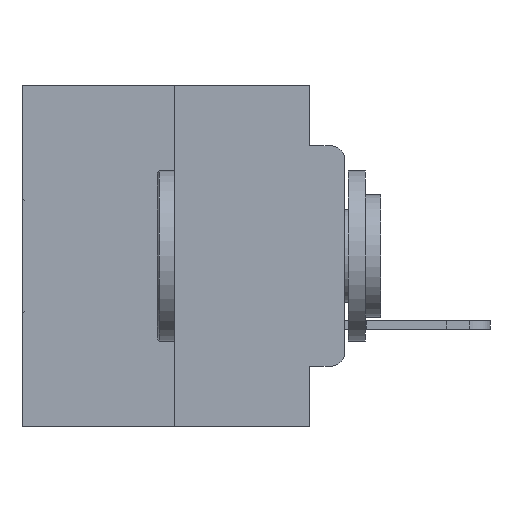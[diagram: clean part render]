
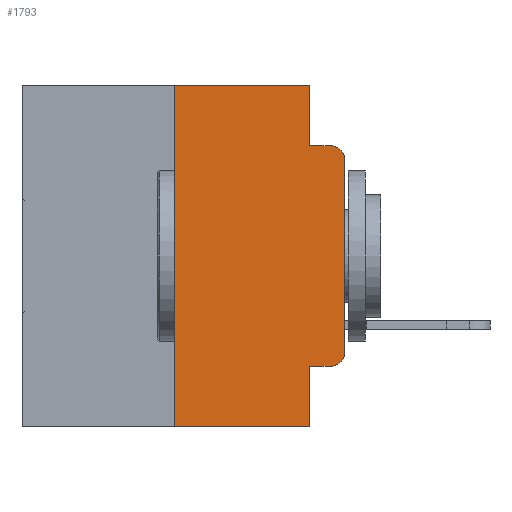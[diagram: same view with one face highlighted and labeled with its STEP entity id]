
A CAD part, left-side view. The second image highlights one B-rep face of the part: STEP entity #1793.
In plain terms, the highlighted planar face has unit normal (-1, 0, 0).
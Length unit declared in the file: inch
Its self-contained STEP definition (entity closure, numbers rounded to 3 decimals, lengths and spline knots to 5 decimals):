
#21 = AXIS2_PLACEMENT_3D ( 'NONE', #10234, #8460, #8465 ) ;
#131 = EDGE_CURVE ( 'NONE', #6608, #19945, #22484, .T. ) ;
#174 = EDGE_CURVE ( 'NONE', #19945, #13400, #21145, .T. ) ;
#224 = EDGE_CURVE ( 'NONE', #28871, #13400, #304, .T. ) ;
#289 = EDGE_CURVE ( 'NONE', #28295, #28871, #23484, .T. ) ;
#304 = CIRCLE ( 'NONE', #23758, 0.02 ) ;
#332 = LINE ( 'NONE', #13505, #14164 ) ;
#456 = EDGE_CURVE ( 'NONE', #14886, #16526, #12960, .T. ) ;
#1311 = EDGE_CURVE ( 'NONE', #14886, #15931, #4639, .T. ) ;
#1793 = ADVANCED_FACE ( 'NONE', ( #28095 ), #14040, .F. ) ;
#2681 = VECTOR ( 'NONE', #9721, 39.37008 ) ;
#2873 = EDGE_CURVE ( 'NONE', #16526, #6608, #332, .T. ) ;
#3840 = CARTESIAN_POINT ( 'NONE',  ( 0., 0.25, -0.5 ) ) ;
#3862 = VERTEX_POINT ( 'NONE', #15222 ) ;
#4502 = CARTESIAN_POINT ( 'NONE',  ( 0., 0.051, 0. ) ) ;
#4532 = DIRECTION ( 'NONE',  ( 0., 0., -1. ) ) ;
#4639 = LINE ( 'NONE', #10568, #16541 ) ;
#4785 = DIRECTION ( 'NONE',  ( 0., 0., -1. ) ) ;
#4905 = VECTOR ( 'NONE', #25222, 39.37008 ) ;
#5509 = CARTESIAN_POINT ( 'NONE',  ( 0., 0.02, -0.1085 ) ) ;
#5635 = DIRECTION ( 'NONE',  ( 0., 0., 1. ) ) ;
#6608 = VERTEX_POINT ( 'NONE', #26674 ) ;
#6819 = ORIENTED_EDGE ( 'NONE', *, *, #289, .T. ) ;
#7284 = ORIENTED_EDGE ( 'NONE', *, *, #224, .T. ) ;
#7471 = ORIENTED_EDGE ( 'NONE', *, *, #174, .F. ) ;
#7661 = ORIENTED_EDGE ( 'NONE', *, *, #131, .F. ) ;
#7885 = ORIENTED_EDGE ( 'NONE', *, *, #2873, .F. ) ;
#8230 = CARTESIAN_POINT ( 'NONE',  ( 0., 0.25, 0. ) ) ;
#8460 = DIRECTION ( 'NONE',  ( 1., 0., 0. ) ) ;
#8465 = DIRECTION ( 'NONE',  ( 0., 0., -1. ) ) ;
#8619 = ORIENTED_EDGE ( 'NONE', *, *, #456, .F. ) ;
#9616 = ORIENTED_EDGE ( 'NONE', *, *, #1311, .T. ) ;
#9617 = LINE ( 'NONE', #4502, #2681 ) ;
#9683 = EDGE_LOOP ( 'NONE', ( #6819, #7284, #7471, #7661, #7885, #8619, #9616, #10292, #10525, #11428 ) ) ;
#9721 = DIRECTION ( 'NONE',  ( 0., 0., -1. ) ) ;
#10017 = LINE ( 'NONE', #15985, #10839 ) ;
#10234 = CARTESIAN_POINT ( 'NONE',  ( 0., 0.473, 0. ) ) ;
#10292 = ORIENTED_EDGE ( 'NONE', *, *, #24842, .F. ) ;
#10525 = ORIENTED_EDGE ( 'NONE', *, *, #24324, .T. ) ;
#10568 = CARTESIAN_POINT ( 'NONE',  ( 0., 0.473, -0.5 ) ) ;
#10829 = CARTESIAN_POINT ( 'NONE',  ( 0., 0.02, -0.3915 ) ) ;
#10839 = VECTOR ( 'NONE', #18360, 39.37008 ) ;
#11029 = DIRECTION ( 'NONE',  ( 0., -1., 0. ) ) ;
#11295 = DIRECTION ( 'NONE',  ( -1., 0., 0. ) ) ;
#11428 = ORIENTED_EDGE ( 'NONE', *, *, #18826, .T. ) ;
#12166 = VECTOR ( 'NONE', #5635, 39.37008 ) ;
#12960 = LINE ( 'NONE', #8230, #12166 ) ;
#13393 = DIRECTION ( 'NONE',  ( 0., 0., -1. ) ) ;
#13400 = VERTEX_POINT ( 'NONE', #29834 ) ;
#13505 = CARTESIAN_POINT ( 'NONE',  ( 0., 0.473, 0. ) ) ;
#13696 = CARTESIAN_POINT ( 'NONE',  ( 0., 0.25, 0. ) ) ;
#14040 = PLANE ( 'NONE',  #21 ) ;
#14164 = VECTOR ( 'NONE', #11029, 39.37008 ) ;
#14886 = VERTEX_POINT ( 'NONE', #3840 ) ;
#15222 = CARTESIAN_POINT ( 'NONE',  ( 0., 0.051, -0.4115 ) ) ;
#15653 = VECTOR ( 'NONE', #27049, 39.37008 ) ;
#15931 = VERTEX_POINT ( 'NONE', #24970 ) ;
#15985 = CARTESIAN_POINT ( 'NONE',  ( 0., 0.051, -0.4115 ) ) ;
#16526 = VERTEX_POINT ( 'NONE', #13696 ) ;
#16541 = VECTOR ( 'NONE', #27264, 39.37008 ) ;
#18159 = AXIS2_PLACEMENT_3D ( 'NONE', #10829, #26869, #13393 ) ;
#18360 = DIRECTION ( 'NONE',  ( 0., -1., 0. ) ) ;
#18826 = EDGE_CURVE ( 'NONE', #19312, #28295, #20325, .T. ) ;
#19312 = VERTEX_POINT ( 'NONE', #22539 ) ;
#19871 = CARTESIAN_POINT ( 'NONE',  ( 0., 0., -0.3915 ) ) ;
#19945 = VERTEX_POINT ( 'NONE', #26819 ) ;
#20325 = CIRCLE ( 'NONE', #18159, 0.02 ) ;
#21064 = CARTESIAN_POINT ( 'NONE',  ( 0., 0.051, -0.0885 ) ) ;
#21145 = LINE ( 'NONE', #21064, #15653 ) ;
#21803 = VECTOR ( 'NONE', #4785, 39.37008 ) ;
#22484 = LINE ( 'NONE', #23424, #21803 ) ;
#22539 = CARTESIAN_POINT ( 'NONE',  ( 0., 0.02, -0.4115 ) ) ;
#23376 = CARTESIAN_POINT ( 'NONE',  ( 0., 0., -0.1085 ) ) ;
#23424 = CARTESIAN_POINT ( 'NONE',  ( 0., 0.051, 0. ) ) ;
#23484 = LINE ( 'NONE', #29852, #4905 ) ;
#23758 = AXIS2_PLACEMENT_3D ( 'NONE', #5509, #11295, #4532 ) ;
#24324 = EDGE_CURVE ( 'NONE', #3862, #19312, #10017, .T. ) ;
#24842 = EDGE_CURVE ( 'NONE', #3862, #15931, #9617, .T. ) ;
#24970 = CARTESIAN_POINT ( 'NONE',  ( 0., 0.051, -0.5 ) ) ;
#25222 = DIRECTION ( 'NONE',  ( 0., 0., 1. ) ) ;
#26674 = CARTESIAN_POINT ( 'NONE',  ( 0., 0.051, 0. ) ) ;
#26819 = CARTESIAN_POINT ( 'NONE',  ( 0., 0.051, -0.0885 ) ) ;
#26869 = DIRECTION ( 'NONE',  ( -1., 0., 0. ) ) ;
#27049 = DIRECTION ( 'NONE',  ( 0., -1., 0. ) ) ;
#27264 = DIRECTION ( 'NONE',  ( 0., -1., 0. ) ) ;
#28095 = FACE_OUTER_BOUND ( 'NONE', #9683, .T. ) ;
#28295 = VERTEX_POINT ( 'NONE', #19871 ) ;
#28871 = VERTEX_POINT ( 'NONE', #23376 ) ;
#29834 = CARTESIAN_POINT ( 'NONE',  ( 0., 0.02, -0.0885 ) ) ;
#29852 = CARTESIAN_POINT ( 'NONE',  ( 0., 0., 0. ) ) ;
